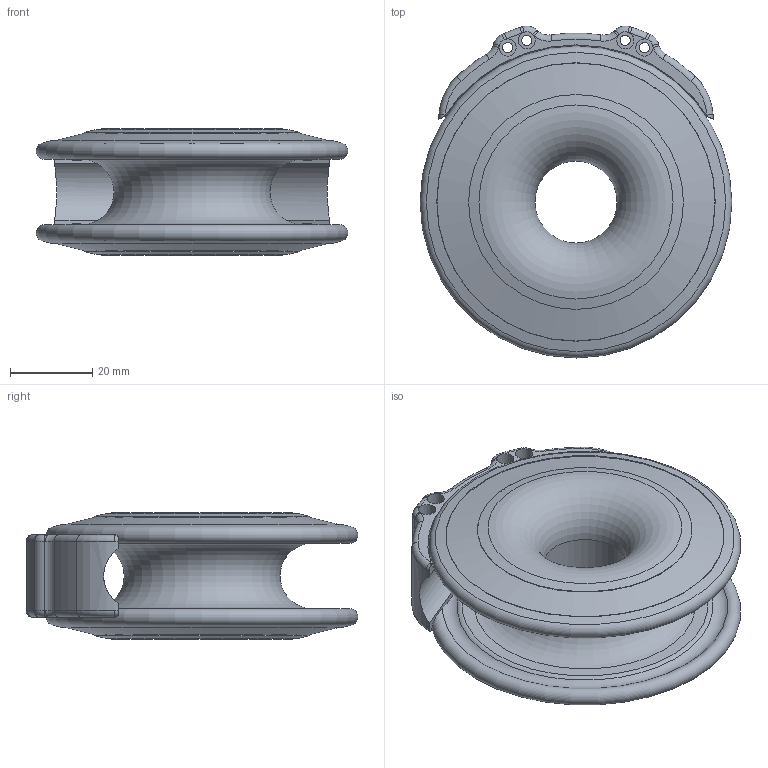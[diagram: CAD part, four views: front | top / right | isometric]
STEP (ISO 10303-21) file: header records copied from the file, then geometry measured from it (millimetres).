
FILE_DESCRIPTION(/* description */ (''),/* implementation_level */ '2;1');
FILE_NAME(/* name */ 'RR76.14.stp',/* time_stamp */ '2020-10-01T14:04:17+02:00',/* author */ ('lucade'),/* organization */ (''),/* preprocessor_version */ 'ST-DEVELOPER v18.1',/* originating_system */ 'Autodesk Inventor 2021',/* authorisation */ '');
FILE_SCHEMA (('AUTOMOTIVE_DESIGN { 1 0 10303 214 3 1 1 }'));
Length unit declared in the file: millimetre
Products named in the file (1): Parte1
Bounding box: 76 x 80.91 x 30.86 mm (x, y, z)
Volume: 70252.3 mm3; surface area: 24947.2 mm2
Topology: 2 solids, 2 shells, 132 faces, 316 edges, 188 vertices
Faces by surface type: torus 66, cylinder 36, plane 20, cone 10
Full cylindrical faces by diameter (mm): 2.5 x4, 4.2 x8, 20 x1
Entity records: 4074 total; most frequent: CARTESIAN_POINT 856, DIRECTION 765, ORIENTED_EDGE 632, AXIS2_PLACEMENT_3D 354, EDGE_CURVE 316, CIRCLE 213, VERTEX_POINT 188, EDGE_LOOP 142
